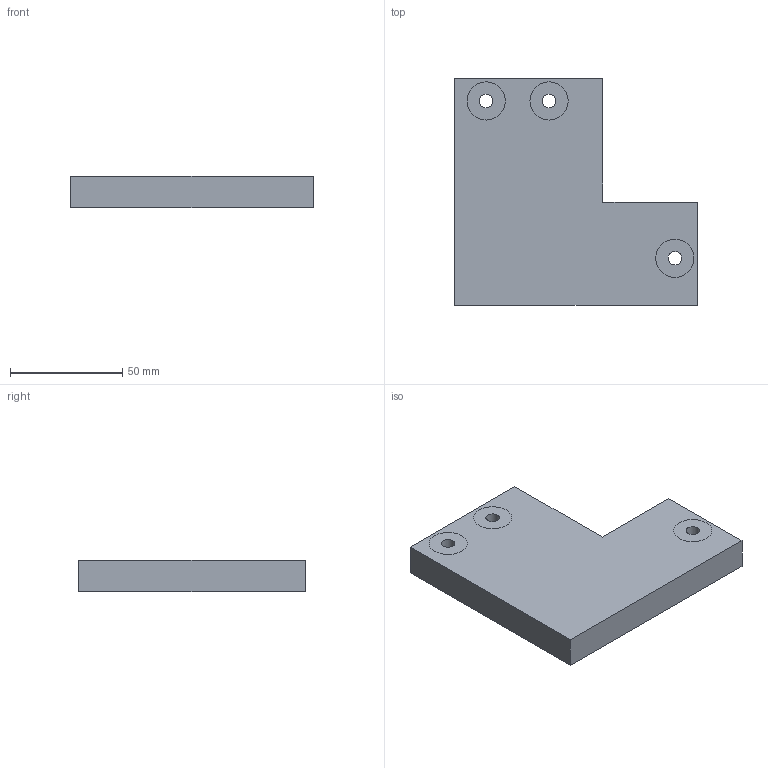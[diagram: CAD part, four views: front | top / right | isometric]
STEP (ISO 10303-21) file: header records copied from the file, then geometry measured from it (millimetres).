
FILE_DESCRIPTION(('FreeCAD Model'),'2;1');
FILE_NAME('Open CASCADE Shape Model','2023-08-29T18:40:56',(''),(''), 'Open CASCADE STEP processor 7.6','FreeCAD','Unknown');
FILE_SCHEMA(('AUTOMOTIVE_DESIGN { 1 0 10303 214 1 1 1 1 }'));
Length unit declared in the file: millimetre
Products named in the file (1): Cut
Bounding box: 108 x 101 x 14 mm (x, y, z)
Volume: 119184.5 mm3; surface area: 28156.2 mm2
Topology: 4 solids, 4 shells, 23 faces, 45 edges, 30 vertices
Faces by surface type: plane 14, cylinder 9
Full cylindrical faces by diameter (mm): 6 x3, 17 x6
Entity records: 1291 total; most frequent: CARTESIAN_POINT 309, DIRECTION 171, ORIENTED_EDGE 90, PCURVE 90, DEFINITIONAL_REPRESENTATION 90, LINE 87, VECTOR 87, EDGE_CURVE 45
